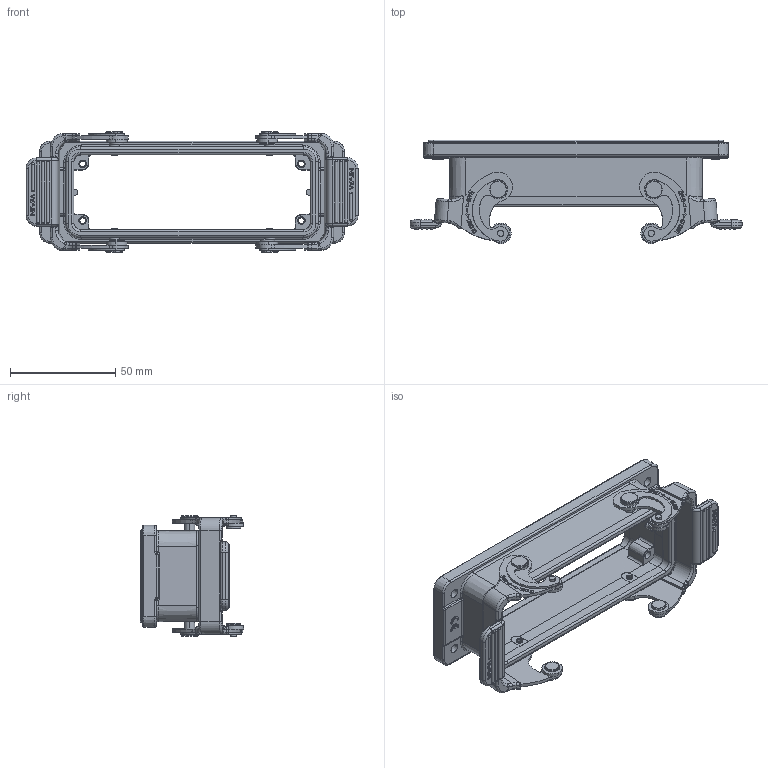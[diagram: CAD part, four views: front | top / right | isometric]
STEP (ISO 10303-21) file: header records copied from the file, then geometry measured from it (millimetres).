
FILE_DESCRIPTION(/* description */ (''),/* implementation_level */ '2;1');
FILE_NAME(/* name */ '3D_1121243111001_W24B-MBK-2L_SC_V1.1.stp',/* time_stamp */ '2023-12-01T17:18:45+08:00',/* author */ (''),/* organization */ (''),/* preprocessor_version */ 'ST-DEVELOPER v18.1',/* originating_system */ 'SIEMENS PLM Software NX 1980',/* authorisation */ '');
FILE_SCHEMA (('AP203_CONFIGURATION_CONTROLLED_3D_DESIGN_OF_MECHANICAL_PARTS_AND_ASSEMBLIES_MIM_LF { 1 0 10303 403 2 1 2}'));
Products named in the file (2): CE标识; 3D_1121243111001_W24B-MBK-2L_SC_V1.0_stp
Assembly tree (1 placements, depth 2):
  3D_1121243111001_W24B-MBK-2L_SC_V1.0_stp
    CE标识
Bounding box: 157.8 x 49.15 x 57.5 mm (x, y, z)
Volume: 62632.3 mm3; surface area: 46553.3 mm2
Topology: 7 solids, 16 shells, 1985 faces, 5412 edges, 3500 vertices
Faces by surface type: plane 873, cylinder 625, torus 166, cone 126, extrusion 81, sphere 76, bspline 36, revolution 2
Entity records: 71670 total; most frequent: CARTESIAN_POINT 17945, ORIENTED_EDGE 10668, DIRECTION 9601, EDGE_CURVE 5334, VERTEX_POINT 3500, AXIS2_PLACEMENT_3D 3480, VECTOR 2639, LINE 2558
